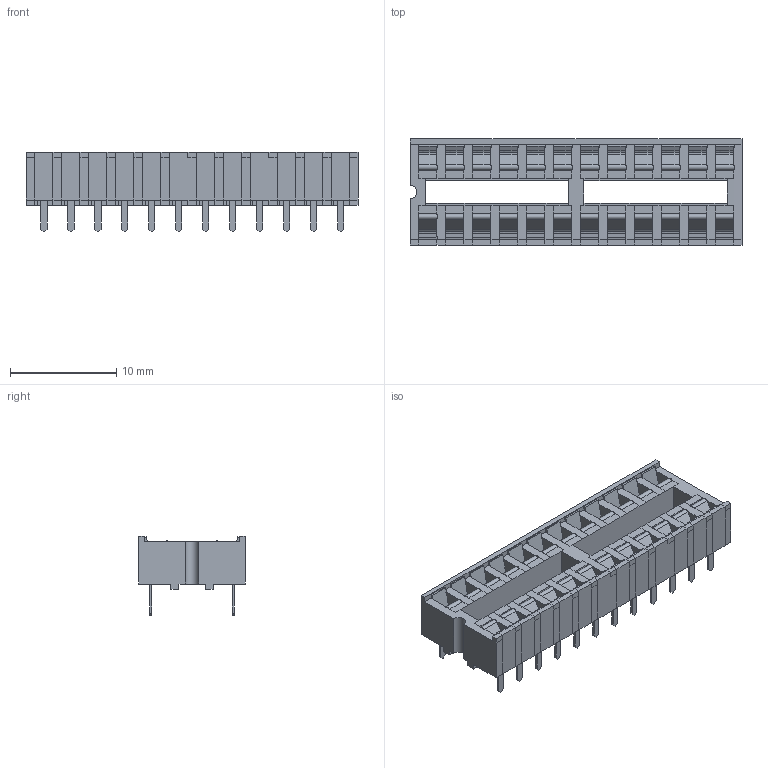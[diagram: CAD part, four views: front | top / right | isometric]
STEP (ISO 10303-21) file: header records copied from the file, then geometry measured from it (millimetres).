
FILE_DESCRIPTION(/* description */ ('','CAx-IF Rec.Pracs.---Representation and Presentation of Product Manufacturing Information (PMI)---4.0---2014-10-13'),/* implementation_level */ '2;1');
FILE_NAME(/* name */ '300 DIP 24 v3 v1.step',/* time_stamp */ '2025-03-01T23:22:17-05:00',/* author */ (''),/* organization */ (''),/* preprocessor_version */ 'ST-DEVELOPER v20',/* originating_system */ 'Autodesk Translation Framework v13.20.0.188',/* authorisation */ '');
FILE_SCHEMA (('AP242_MANAGED_MODEL_BASED_3D_ENGINEERING_MIM_LF { 1 0 10303 442 1 1 4 }'));
Length unit declared in the file: inch
Products named in the file (3): 300 DIP 24 v3; Enclosure; Pins
Assembly tree (2 placements, depth 2):
  300 DIP 24 v3
    Enclosure
    Pins
Bounding box: 31.24 x 10 x 7.49 mm (x, y, z)
Volume: 795.4 mm3; surface area: 2891.6 mm2
Topology: 25 solids, 25 shells, 1594 faces, 4614 edges, 3018 vertices
Faces by surface type: plane 1353, cylinder 241
Entity records: 51903 total; most frequent: CARTESIAN_POINT 9232, ORIENTED_EDGE 9228, DIRECTION 8344, EDGE_CURVE 4614, LINE 4084, VECTOR 4084, VERTEX_POINT 3018, AXIS2_PLACEMENT_3D 2130
